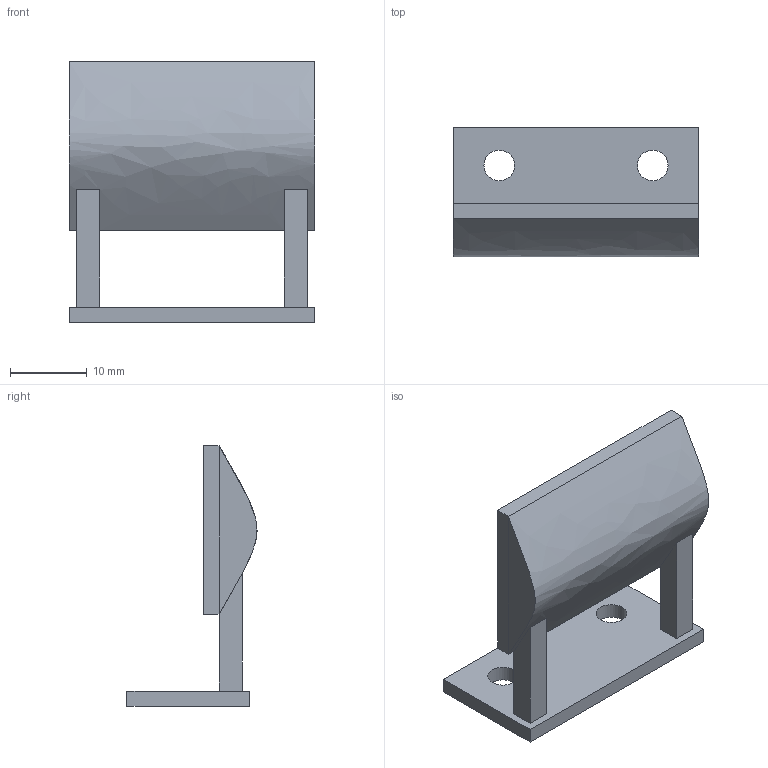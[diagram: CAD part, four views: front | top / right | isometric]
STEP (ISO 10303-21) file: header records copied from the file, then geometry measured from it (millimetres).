
FILE_DESCRIPTION(/* description */ (''),/* implementation_level */ '2;1');
FILE_NAME(/* name */ '',/* time_stamp */ '2024-11-01T07:45:53+08:00',/* author */ (''),/* organization */ (''),/* preprocessor_version */ 'ST-DEVELOPER v20',/* originating_system */ 'Autodesk Translation Framework v13.20.0.188',/* authorisation */ '');
FILE_SCHEMA (('AUTOMOTIVE_DESIGN { 1 0 10303 214 3 1 1 }'));
Length unit declared in the file: millimetre
Products named in the file (1): 后视镜
Bounding box: 32 x 16.96 x 34 mm (x, y, z)
Volume: 3468 mm3; surface area: 3700.4 mm2
Topology: 2 solids, 2 shells, 28 faces, 72 edges, 48 vertices
Faces by surface type: plane 25, cylinder 2, bspline 1
Full cylindrical faces by diameter (mm): 4 x2
Entity records: 1067 total; most frequent: CARTESIAN_POINT 350, ORIENTED_EDGE 144, DIRECTION 124, EDGE_CURVE 72, LINE 60, VECTOR 60, VERTEX_POINT 48, EDGE_LOOP 36
